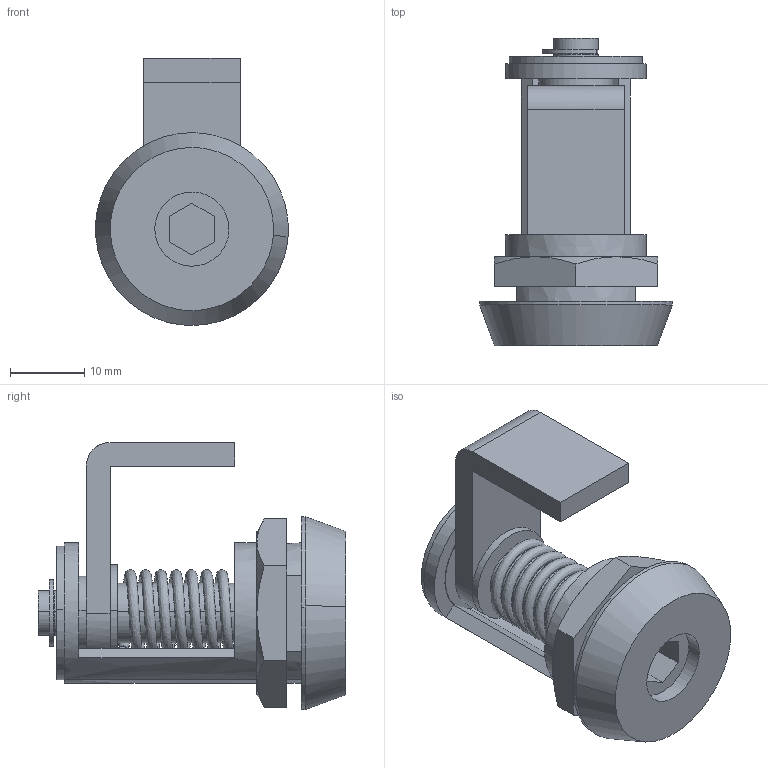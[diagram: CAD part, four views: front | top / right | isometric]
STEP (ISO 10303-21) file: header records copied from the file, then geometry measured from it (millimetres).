
FILE_DESCRIPTION((''),'2;1');
FILE_NAME('','2005-07-15T15:02:46',(''),(''),'','CADfix','');
FILE_SCHEMA(('AUTOMOTIVE_DESIGN'));
Length unit declared in the file: millimetre
Products named in the file (10): body; washer; spring; shaft; retainer; nut_2; nut_1; collar; cam; TL_190_1_23947_36
Assembly tree (9 placements, depth 2):
  TL_190_1_23947_36
    body
    washer
    spring
    shaft
    retainer
    nut_2
    nut_1
    collar
    cam
Bounding box: 25.97 x 41.5 x 36 mm (x, y, z)
Volume: 9557 mm3; surface area: 10223.9 mm2
Topology: 9 solids, 9 shells, 138 faces, 417 edges, 307 vertices
Faces by surface type: bspline 138
Entity records: 7206 total; most frequent: CARTESIAN_POINT 4680, ORIENTED_EDGE 834, EDGE_CURVE 417, VERTEX_POINT 307, EDGE_LOOP 162, QUASI_UNIFORM_CURVE 148, FACE_OUTER_BOUND 138, ADVANCED_FACE 138
